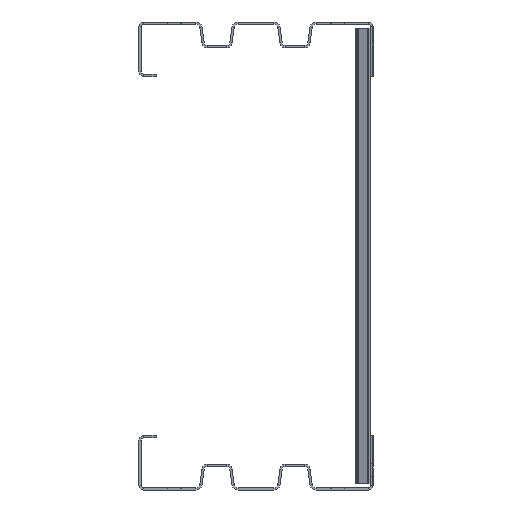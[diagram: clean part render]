
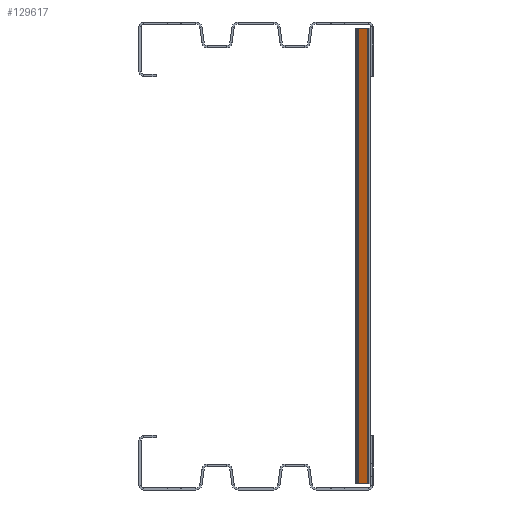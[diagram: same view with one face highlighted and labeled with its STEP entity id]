
A CAD part, left-side view. The second image highlights one B-rep face of the part: STEP entity #129617.
In plain terms, the highlighted planar face has unit normal (-0.94, 0.342, 0).
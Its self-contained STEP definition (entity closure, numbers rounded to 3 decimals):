
#87680=DIRECTION('',(0.,0.,1.));
#87681=VECTOR('',#87680,292.);
#87682=CARTESIAN_POINT('',(-1410.464,1.858,-146.));
#87683=LINE('',#87682,#87681);
#87688=DIRECTION('',(0.,0.,1.));
#87689=VECTOR('',#87688,292.);
#87690=CARTESIAN_POINT('',(-1408.027,8.552,-146.));
#87691=LINE('',#87690,#87689);
#90828=DIRECTION('',(-0.342,-0.94,0.));
#90829=VECTOR('',#90828,7.124);
#90830=CARTESIAN_POINT('',(-1408.027,8.552,-146.));
#90831=LINE('',#90830,#90829);
#90866=DIRECTION('',(-0.342,-0.94,0.));
#90867=VECTOR('',#90866,7.124);
#90868=CARTESIAN_POINT('',(-1408.027,8.552,146.));
#90869=LINE('',#90868,#90867);
#103552=CARTESIAN_POINT('',(-1408.027,8.552,-146.));
#103553=VERTEX_POINT('',#103552);
#103554=CARTESIAN_POINT('',(-1410.464,1.858,-146.));
#103555=VERTEX_POINT('',#103554);
#109688=CARTESIAN_POINT('',(-1408.027,8.552,146.));
#109689=VERTEX_POINT('',#109688);
#109690=CARTESIAN_POINT('',(-1410.464,1.858,146.));
#109691=VERTEX_POINT('',#109690);
#129603=CARTESIAN_POINT('',(-1408.027,8.552,-305.));
#129604=DIRECTION('',(-0.94,0.342,0.));
#129605=DIRECTION('',(-0.342,-0.94,0.));
#129606=AXIS2_PLACEMENT_3D('',#129603,#129604,#129605);
#129607=PLANE('',#129606);
#129609=ORIENTED_EDGE('',*,*,#129608,.T.);
#129611=ORIENTED_EDGE('',*,*,#129610,.T.);
#129612=ORIENTED_EDGE('',*,*,#129593,.F.);
#129614=ORIENTED_EDGE('',*,*,#129613,.F.);
#129615=EDGE_LOOP('',(#129609,#129611,#129612,#129614));
#129616=FACE_OUTER_BOUND('',#129615,.F.);
#129617=ADVANCED_FACE('',(#129616),#129607,.T.);
#129593=EDGE_CURVE('',#103555,#109691,#87683,.T.);
#129608=EDGE_CURVE('',#103553,#109689,#87691,.T.);
#129610=EDGE_CURVE('',#109689,#109691,#90869,.T.);
#129613=EDGE_CURVE('',#103553,#103555,#90831,.T.);
